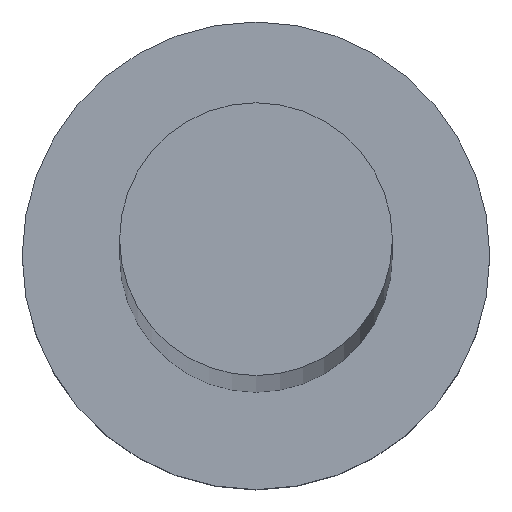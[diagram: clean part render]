
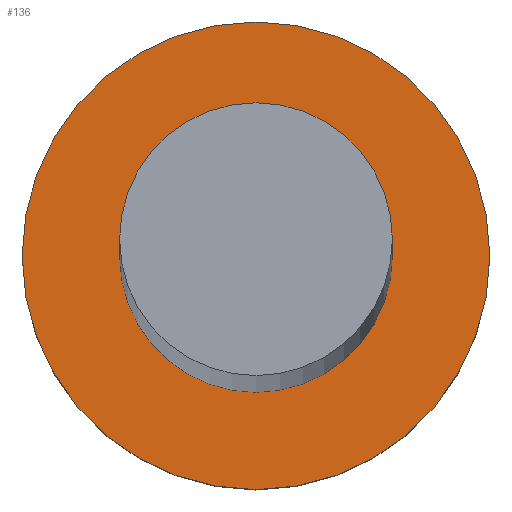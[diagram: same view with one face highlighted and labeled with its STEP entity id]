
A CAD part, top view. The second image highlights one B-rep face of the part: STEP entity #136.
In plain terms, the highlighted planar face has unit normal (0, 0, 1).
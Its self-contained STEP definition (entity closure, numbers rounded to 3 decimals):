
#1 = CARTESIAN_POINT ( 'NONE',  ( 0., 0., 5. ) ) ;
#2 = AXIS2_PLACEMENT_3D ( 'NONE', #196, #21, #82 ) ;
#3 = CARTESIAN_POINT ( 'NONE',  ( 0., 0., 5. ) ) ;
#9 = AXIS2_PLACEMENT_3D ( 'NONE', #44, #42, #236 ) ;
#21 = DIRECTION ( 'NONE',  ( 0., 0., 1. ) ) ;
#42 = DIRECTION ( 'NONE',  ( 0., 0., 1. ) ) ;
#43 = PLANE ( 'NONE',  #129 ) ;
#44 = CARTESIAN_POINT ( 'NONE',  ( 0., 0., 5. ) ) ;
#48 = VERTEX_POINT ( 'NONE', #72 ) ;
#50 = EDGE_LOOP ( 'NONE', ( #88, #201 ) ) ;
#52 = CIRCLE ( 'NONE', #9, 6. ) ;
#55 = EDGE_LOOP ( 'NONE', ( #219, #68 ) ) ;
#61 = DIRECTION ( 'NONE',  ( 1., 0., 0. ) ) ;
#66 = EDGE_CURVE ( 'NONE', #190, #48, #165, .T. ) ;
#68 = ORIENTED_EDGE ( 'NONE', *, *, #66, .F. ) ;
#72 = CARTESIAN_POINT ( 'NONE',  ( -3.5, 0., 5. ) ) ;
#82 = DIRECTION ( 'NONE',  ( 1., 0., 0. ) ) ;
#88 = ORIENTED_EDGE ( 'NONE', *, *, #208, .T. ) ;
#102 = FACE_OUTER_BOUND ( 'NONE', #50, .T. ) ;
#123 = CARTESIAN_POINT ( 'NONE',  ( 6., 0., 5. ) ) ;
#127 = CARTESIAN_POINT ( 'NONE',  ( 0., 0., 5. ) ) ;
#128 = AXIS2_PLACEMENT_3D ( 'NONE', #1, #230, #195 ) ;
#129 = AXIS2_PLACEMENT_3D ( 'NONE', #127, #197, #181 ) ;
#136 = ADVANCED_FACE ( 'NONE', ( #241, #102 ), #43, .T. ) ;
#142 = AXIS2_PLACEMENT_3D ( 'NONE', #3, #232, #61 ) ;
#147 = CIRCLE ( 'NONE', #128, 6. ) ;
#158 = EDGE_CURVE ( 'NONE', #187, #205, #147, .T. ) ;
#162 = CARTESIAN_POINT ( 'NONE',  ( 3.5, 0., 5. ) ) ;
#165 = CIRCLE ( 'NONE', #2, 3.5 ) ;
#180 = CIRCLE ( 'NONE', #142, 3.5 ) ;
#181 = DIRECTION ( 'NONE',  ( 1., 0., 0. ) ) ;
#183 = EDGE_CURVE ( 'NONE', #48, #190, #180, .T. ) ;
#187 = VERTEX_POINT ( 'NONE', #123 ) ;
#190 = VERTEX_POINT ( 'NONE', #162 ) ;
#195 = DIRECTION ( 'NONE',  ( 1., 0., 0. ) ) ;
#196 = CARTESIAN_POINT ( 'NONE',  ( 0., 0., 5. ) ) ;
#197 = DIRECTION ( 'NONE',  ( 0., 0., 1. ) ) ;
#201 = ORIENTED_EDGE ( 'NONE', *, *, #158, .T. ) ;
#205 = VERTEX_POINT ( 'NONE', #239 ) ;
#208 = EDGE_CURVE ( 'NONE', #205, #187, #52, .T. ) ;
#219 = ORIENTED_EDGE ( 'NONE', *, *, #183, .F. ) ;
#230 = DIRECTION ( 'NONE',  ( 0., 0., 1. ) ) ;
#232 = DIRECTION ( 'NONE',  ( 0., 0., 1. ) ) ;
#236 = DIRECTION ( 'NONE',  ( 1., 0., 0. ) ) ;
#239 = CARTESIAN_POINT ( 'NONE',  ( -6., 0., 5. ) ) ;
#241 = FACE_BOUND ( 'NONE', #55, .T. ) ;
